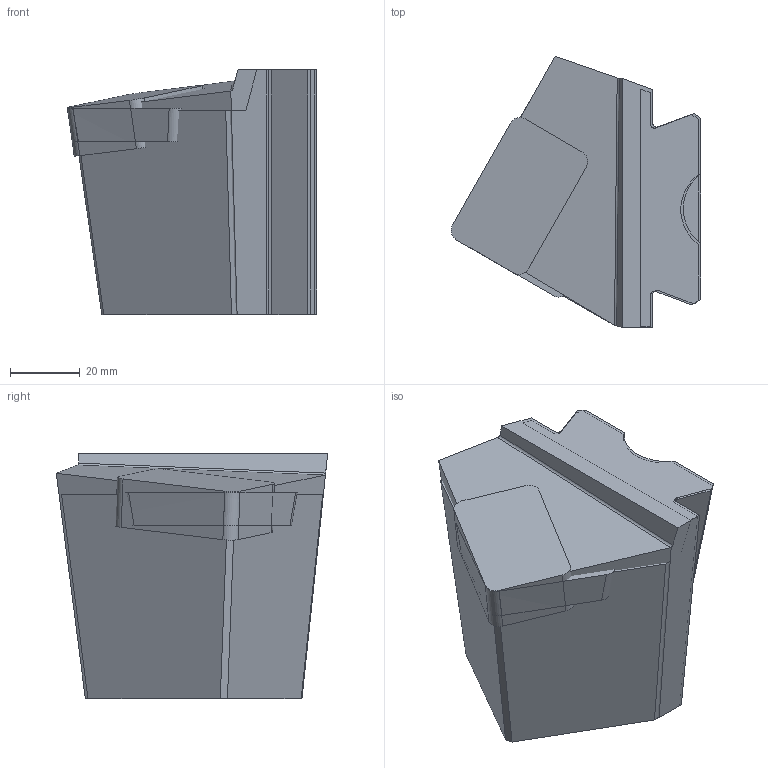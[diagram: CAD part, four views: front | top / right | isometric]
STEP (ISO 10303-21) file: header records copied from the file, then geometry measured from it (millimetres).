
FILE_DESCRIPTION(/* description */ (''),/* implementation_level */ '2;1');
FILE_NAME(/* name */ 'KHSSBCL38A_SIM.stp',/* time_stamp */ '2022-09-08T07:58:25+02:00',/* author */ (''),/* organization */ (''),/* preprocessor_version */ 'ST-DEVELOPER v16.7',/* originating_system */ 'SIEMENS PLM Software NX 12.0',/* authorisation */ '');
FILE_SCHEMA (('AUTOMOTIVE_DESIGN { 1 0 10303 214 3 1 1 1 }'));
Length unit declared in the file: millimetre
Products named in the file (1): model1
Bounding box: 71.32 x 77.6 x 70.19 mm (x, y, z)
Volume: 390319.8 mm3; surface area: 50682.3 mm2
Topology: 4 solids, 4 shells, 66 faces, 173 edges, 115 vertices
Faces by surface type: plane 46, cylinder 18, sphere 1, torus 1
Full cylindrical faces by diameter (mm): 8.7 x1, 9.3 x1, 12 x1
Entity records: 2020 total; most frequent: CARTESIAN_POINT 344, DIRECTION 336, ORIENTED_EDGE 330, EDGE_CURVE 165, LINE 128, VECTOR 128, VERTEX_POINT 112, AXIS2_PLACEMENT_3D 104
